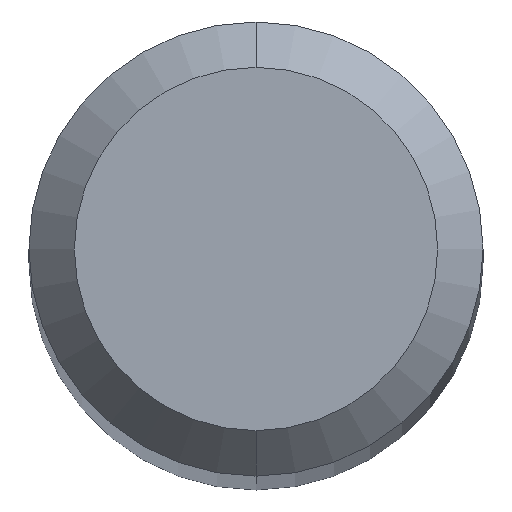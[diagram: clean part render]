
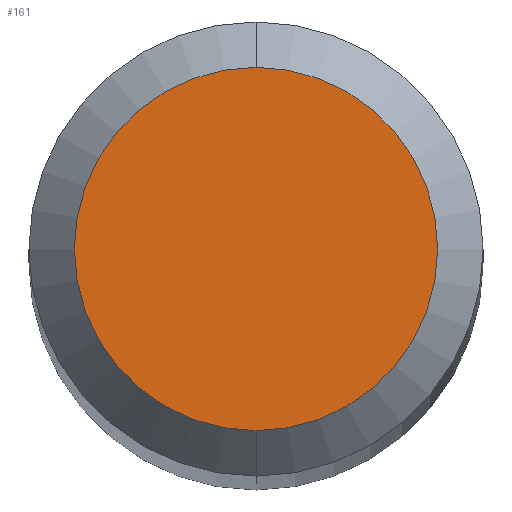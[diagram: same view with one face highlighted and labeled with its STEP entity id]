
A CAD part, top view. The second image highlights one B-rep face of the part: STEP entity #161.
In plain terms, the highlighted planar face has unit normal (0, 0, 1).
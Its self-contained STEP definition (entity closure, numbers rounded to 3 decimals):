
#25 = EDGE_CURVE ( 'NONE', #121, #180, #157, .T. ) ;
#27 = EDGE_LOOP ( 'NONE', ( #165, #47 ) ) ;
#38 = CIRCLE ( 'NONE', #114, 2.164 ) ;
#47 = ORIENTED_EDGE ( 'NONE', *, *, #25, .T. ) ;
#49 = DIRECTION ( 'NONE',  ( 0., 0., 1. ) ) ;
#52 = CARTESIAN_POINT ( 'NONE',  ( 0., 2.705, 0. ) ) ;
#59 = DIRECTION ( 'NONE',  ( 0., 0., 1. ) ) ;
#72 = DIRECTION ( 'NONE',  ( 0., 0., -1. ) ) ;
#83 = CARTESIAN_POINT ( 'NONE',  ( 0., -2.164, 0. ) ) ;
#95 = FACE_OUTER_BOUND ( 'NONE', #27, .T. ) ;
#101 = AXIS2_PLACEMENT_3D ( 'NONE', #104, #49, #149 ) ;
#104 = CARTESIAN_POINT ( 'NONE',  ( 0., 0., 0. ) ) ;
#114 = AXIS2_PLACEMENT_3D ( 'NONE', #209, #59, #142 ) ;
#121 = VERTEX_POINT ( 'NONE', #83 ) ;
#142 = DIRECTION ( 'NONE',  ( 0., 1., 0. ) ) ;
#149 = DIRECTION ( 'NONE',  ( 0., 1., 0. ) ) ;
#151 = AXIS2_PLACEMENT_3D ( 'NONE', #52, #72, #191 ) ;
#157 = CIRCLE ( 'NONE', #101, 2.164 ) ;
#161 = ADVANCED_FACE ( 'NONE', ( #95 ), #175, .F. ) ;
#163 = CARTESIAN_POINT ( 'NONE',  ( 0., 2.164, 0. ) ) ;
#165 = ORIENTED_EDGE ( 'NONE', *, *, #178, .T. ) ;
#175 = PLANE ( 'NONE',  #151 ) ;
#178 = EDGE_CURVE ( 'NONE', #180, #121, #38, .T. ) ;
#180 = VERTEX_POINT ( 'NONE', #163 ) ;
#191 = DIRECTION ( 'NONE',  ( 0., 1., 0. ) ) ;
#209 = CARTESIAN_POINT ( 'NONE',  ( 0., 0., 0. ) ) ;
